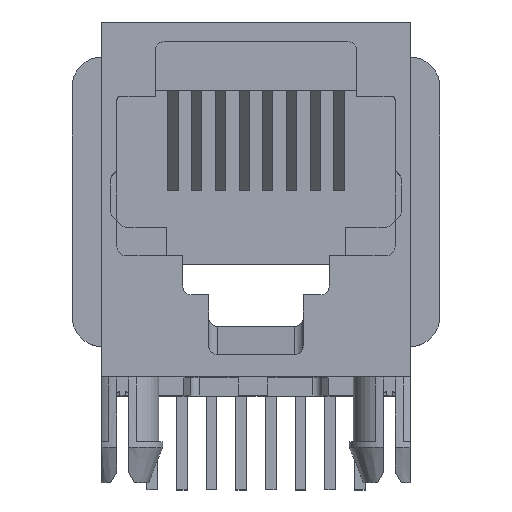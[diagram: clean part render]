
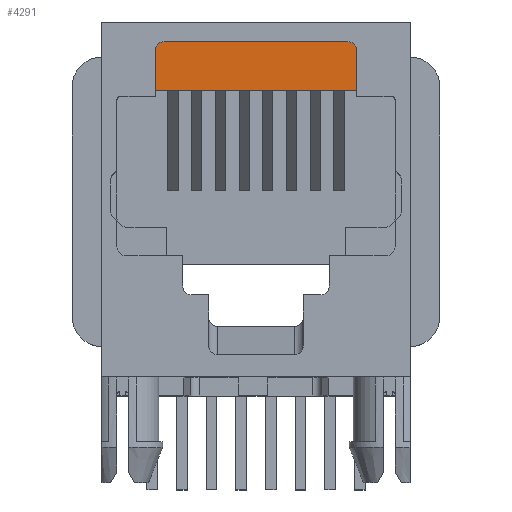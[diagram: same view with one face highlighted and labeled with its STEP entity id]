
A CAD part, top view. The second image highlights one B-rep face of the part: STEP entity #4291.
In plain terms, the highlighted planar face has unit normal (0, 0, 1).
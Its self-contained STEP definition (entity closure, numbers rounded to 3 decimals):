
#9 = DIRECTION ( 'NONE',  ( -1., 0., 0. ) ) ;
#237 = VECTOR ( 'NONE', #780, 1000. ) ;
#243 = PLANE ( 'NONE',  #6103 ) ;
#362 = EDGE_CURVE ( 'NONE', #5087, #3435, #1156, .T. ) ;
#386 = ORIENTED_EDGE ( 'NONE', *, *, #3216, .T. ) ;
#487 = CARTESIAN_POINT ( 'NONE',  ( 4.318, 4.775, -3.302 ) ) ;
#551 = EDGE_CURVE ( 'NONE', #3785, #6569, #2595, .T. ) ;
#642 = CARTESIAN_POINT ( 'NONE',  ( 3.937, 6.858, -3.302 ) ) ;
#698 = AXIS2_PLACEMENT_3D ( 'NONE', #1140, #1103, #6084 ) ;
#780 = DIRECTION ( 'NONE',  ( -1., 0., 0. ) ) ;
#1095 = ORIENTED_EDGE ( 'NONE', *, *, #362, .T. ) ;
#1103 = DIRECTION ( 'NONE',  ( 0., 0., 1. ) ) ;
#1140 = CARTESIAN_POINT ( 'NONE',  ( -3.937, 6.477, -3.302 ) ) ;
#1156 = LINE ( 'NONE', #642, #237 ) ;
#1379 = CARTESIAN_POINT ( 'NONE',  ( -4.318, 6.477, -3.302 ) ) ;
#1779 = ORIENTED_EDGE ( 'NONE', *, *, #2170, .T. ) ;
#2151 = VERTEX_POINT ( 'NONE', #5798 ) ;
#2170 = EDGE_CURVE ( 'NONE', #3435, #4682, #4280, .T. ) ;
#2267 = VECTOR ( 'NONE', #9, 1000. ) ;
#2353 = CARTESIAN_POINT ( 'NONE',  ( 0., 0., -3.302 ) ) ;
#2417 = DIRECTION ( 'NONE',  ( 1., 0., 0. ) ) ;
#2449 = LINE ( 'NONE', #6520, #2520 ) ;
#2450 = CARTESIAN_POINT ( 'NONE',  ( 3.937, 6.858, -3.302 ) ) ;
#2500 = EDGE_CURVE ( 'NONE', #4682, #6569, #6610, .T. ) ;
#2504 = ORIENTED_EDGE ( 'NONE', *, *, #2500, .T. ) ;
#2520 = VECTOR ( 'NONE', #4931, 1000. ) ;
#2532 = DIRECTION ( 'NONE',  ( 0., -1., 0. ) ) ;
#2595 = LINE ( 'NONE', #487, #2267 ) ;
#2653 = VECTOR ( 'NONE', #2532, 1000. ) ;
#2804 = ORIENTED_EDGE ( 'NONE', *, *, #551, .F. ) ;
#3117 = CARTESIAN_POINT ( 'NONE',  ( -3.937, 6.858, -3.302 ) ) ;
#3216 = EDGE_CURVE ( 'NONE', #3785, #2151, #2449, .T. ) ;
#3335 = CARTESIAN_POINT ( 'NONE',  ( 3.937, 6.477, -3.302 ) ) ;
#3435 = VERTEX_POINT ( 'NONE', #3117 ) ;
#3785 = VERTEX_POINT ( 'NONE', #6306 ) ;
#3844 = CIRCLE ( 'NONE', #3959, 0.381 ) ;
#3959 = AXIS2_PLACEMENT_3D ( 'NONE', #3335, #4969, #4357 ) ;
#3974 = DIRECTION ( 'NONE',  ( 0., 0., 1. ) ) ;
#4280 = CIRCLE ( 'NONE', #698, 0.381 ) ;
#4291 = ADVANCED_FACE ( 'NONE', ( #4995 ), #243, .T. ) ;
#4357 = DIRECTION ( 'NONE',  ( 1., 0., 0. ) ) ;
#4682 = VERTEX_POINT ( 'NONE', #1379 ) ;
#4894 = CARTESIAN_POINT ( 'NONE',  ( -4.318, 4.775, -3.302 ) ) ;
#4931 = DIRECTION ( 'NONE',  ( 0., 1., 0. ) ) ;
#4969 = DIRECTION ( 'NONE',  ( 0., 0., 1. ) ) ;
#4995 = FACE_OUTER_BOUND ( 'NONE', #5327, .T. ) ;
#5087 = VERTEX_POINT ( 'NONE', #2450 ) ;
#5327 = EDGE_LOOP ( 'NONE', ( #1095, #1779, #2504, #2804, #386, #6408 ) ) ;
#5588 = CARTESIAN_POINT ( 'NONE',  ( -4.318, 6.477, -3.302 ) ) ;
#5798 = CARTESIAN_POINT ( 'NONE',  ( 4.318, 6.477, -3.302 ) ) ;
#6084 = DIRECTION ( 'NONE',  ( 1., 0., 0. ) ) ;
#6098 = EDGE_CURVE ( 'NONE', #2151, #5087, #3844, .T. ) ;
#6103 = AXIS2_PLACEMENT_3D ( 'NONE', #2353, #3974, #2417 ) ;
#6306 = CARTESIAN_POINT ( 'NONE',  ( 4.318, 4.775, -3.302 ) ) ;
#6408 = ORIENTED_EDGE ( 'NONE', *, *, #6098, .T. ) ;
#6520 = CARTESIAN_POINT ( 'NONE',  ( 4.318, 4.775, -3.302 ) ) ;
#6569 = VERTEX_POINT ( 'NONE', #4894 ) ;
#6610 = LINE ( 'NONE', #5588, #2653 ) ;
